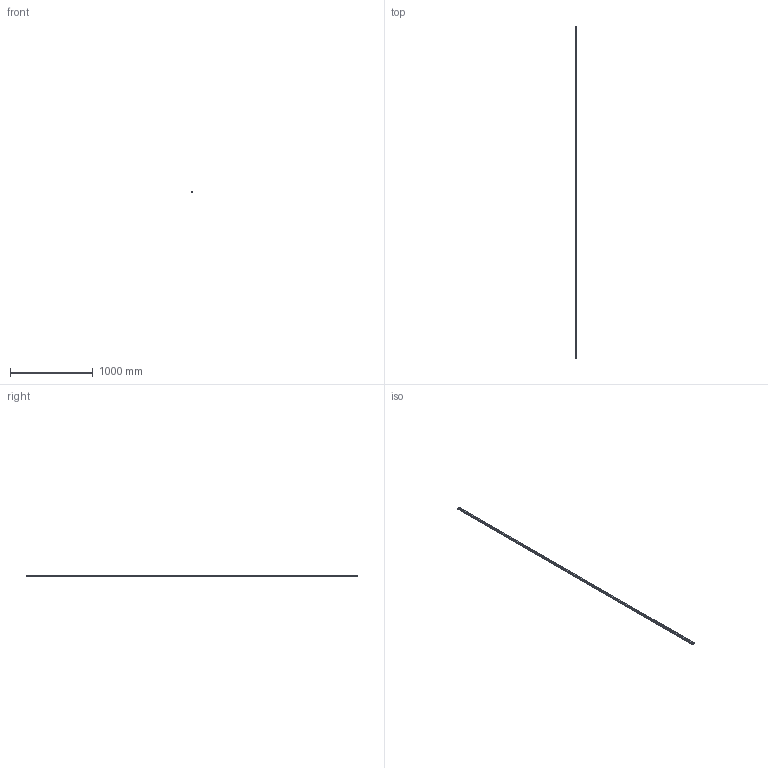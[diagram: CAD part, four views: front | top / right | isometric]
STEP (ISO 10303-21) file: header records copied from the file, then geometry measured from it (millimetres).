
FILE_DESCRIPTION(('STEP AP214'),'1');
FILE_NAME('cctmp_F4DA93DA-46CE-4188-8934-BF926720DE55_2024_08_07_21_32_59_0458..stp','2024-08-07T19:32:59',('HIWIN GmbH'),('CADClick - www.CADClick.com'),'Spatial InterOp 3D',' ','unknown authorization');
FILE_SCHEMA(('AUTOMOTIVE_DESIGN'));
Length unit declared in the file: millimetre
Products named in the file (3): cc_unnamed; HGR25R4000C_FILE_1; HGR25R4000C_FILE
Assembly tree (2 placements, depth 2):
  cc_unnamed
    HGR25R4000C_FILE_1
    HGR25R4000C_FILE
Bounding box: 23 x 4000 x 22 mm (x, y, z)
Volume: 1662524.5 mm3; surface area: 411689.3 mm2
Topology: 2 solids, 2 shells, 1026 faces, 2640 edges, 1760 vertices
Faces by surface type: plane 580, cylinder 446
Entity records: 40220 total; most frequent: DIRECTION 6126, CARTESIAN_POINT 5429, ORIENTED_EDGE 5280, EDGE_CURVE 2640, AXIS2_PLACEMENT_3D 2457, VERTEX_POINT 1760, LINE 1212, VECTOR 1212
